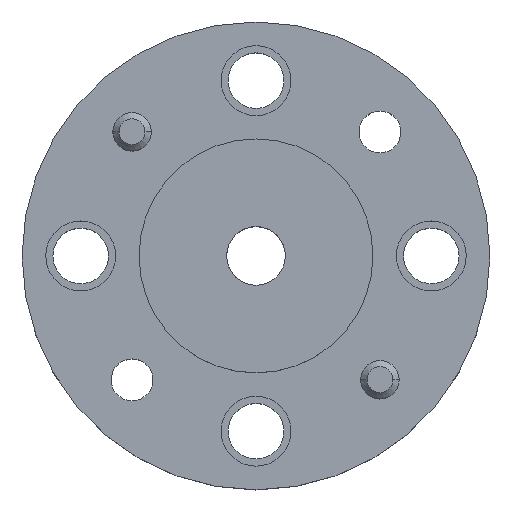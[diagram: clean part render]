
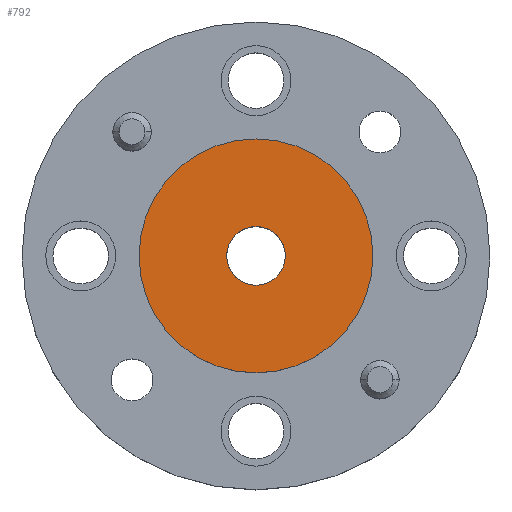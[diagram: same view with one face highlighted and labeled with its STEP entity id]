
A CAD part, top view. The second image highlights one B-rep face of the part: STEP entity #792.
In plain terms, the highlighted planar face has unit normal (0, 0, 1).
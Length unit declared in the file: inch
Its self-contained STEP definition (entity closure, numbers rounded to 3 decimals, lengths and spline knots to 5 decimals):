
#202 = AXIS2_PLACEMENT_3D ( 'NONE', #890, #832, #2520 ) ;
#227 = ORIENTED_EDGE ( 'NONE', *, *, #2598, .F. ) ;
#235 = CIRCLE ( 'NONE', #2018, 0.047 ) ;
#289 = CARTESIAN_POINT ( 'NONE',  ( -0.047, 0., 0.037 ) ) ;
#297 = CIRCLE ( 'NONE', #1817, 0.1875 ) ;
#341 = CARTESIAN_POINT ( 'NONE',  ( 0., 0., 0.037 ) ) ;
#464 = CARTESIAN_POINT ( 'NONE',  ( 0., 0., 0.037 ) ) ;
#537 = DIRECTION ( 'NONE',  ( 1., 0., 0. ) ) ;
#576 = DIRECTION ( 'NONE',  ( 1., 0., 0. ) ) ;
#621 = AXIS2_PLACEMENT_3D ( 'NONE', #341, #667, #1896 ) ;
#667 = DIRECTION ( 'NONE',  ( 0., 0., 1. ) ) ;
#692 = CIRCLE ( 'NONE', #202, 0.1875 ) ;
#727 = ORIENTED_EDGE ( 'NONE', *, *, #1108, .F. ) ;
#792 = ADVANCED_FACE ( 'NONE', ( #1977, #1375 ), #1152, .T. ) ;
#832 = DIRECTION ( 'NONE',  ( 0., 0., 1. ) ) ;
#890 = CARTESIAN_POINT ( 'NONE',  ( 0., 0., 0.037 ) ) ;
#900 = EDGE_CURVE ( 'NONE', #1066, #2040, #692, .T. ) ;
#909 = ORIENTED_EDGE ( 'NONE', *, *, #900, .T. ) ;
#960 = CARTESIAN_POINT ( 'NONE',  ( -0.1875, 0., 0.037 ) ) ;
#1045 = EDGE_CURVE ( 'NONE', #2040, #1066, #297, .T. ) ;
#1066 = VERTEX_POINT ( 'NONE', #960 ) ;
#1108 = EDGE_CURVE ( 'NONE', #1895, #2343, #2052, .T. ) ;
#1152 = PLANE ( 'NONE',  #2439 ) ;
#1375 = FACE_OUTER_BOUND ( 'NONE', #1428, .T. ) ;
#1428 = EDGE_LOOP ( 'NONE', ( #909, #1515 ) ) ;
#1515 = ORIENTED_EDGE ( 'NONE', *, *, #1045, .T. ) ;
#1569 = DIRECTION ( 'NONE',  ( 0., 0., 1. ) ) ;
#1582 = CARTESIAN_POINT ( 'NONE',  ( 0.047, 0., 0.037 ) ) ;
#1609 = CARTESIAN_POINT ( 'NONE',  ( 0., 0., 0.037 ) ) ;
#1794 = EDGE_LOOP ( 'NONE', ( #227, #727 ) ) ;
#1817 = AXIS2_PLACEMENT_3D ( 'NONE', #2593, #1569, #537 ) ;
#1895 = VERTEX_POINT ( 'NONE', #289 ) ;
#1896 = DIRECTION ( 'NONE',  ( 1., 0., 0. ) ) ;
#1911 = DIRECTION ( 'NONE',  ( 0., 0., 1. ) ) ;
#1972 = CARTESIAN_POINT ( 'NONE',  ( 0.1875, 0., 0.037 ) ) ;
#1977 = FACE_BOUND ( 'NONE', #1794, .T. ) ;
#2018 = AXIS2_PLACEMENT_3D ( 'NONE', #1609, #2428, #576 ) ;
#2040 = VERTEX_POINT ( 'NONE', #1972 ) ;
#2052 = CIRCLE ( 'NONE', #621, 0.047 ) ;
#2097 = DIRECTION ( 'NONE',  ( 1., 0., 0. ) ) ;
#2343 = VERTEX_POINT ( 'NONE', #1582 ) ;
#2428 = DIRECTION ( 'NONE',  ( 0., 0., 1. ) ) ;
#2439 = AXIS2_PLACEMENT_3D ( 'NONE', #464, #1911, #2097 ) ;
#2520 = DIRECTION ( 'NONE',  ( 1., 0., 0. ) ) ;
#2593 = CARTESIAN_POINT ( 'NONE',  ( 0., 0., 0.037 ) ) ;
#2598 = EDGE_CURVE ( 'NONE', #2343, #1895, #235, .T. ) ;
